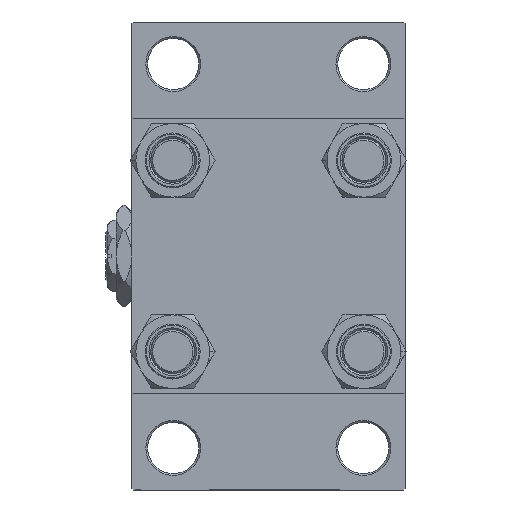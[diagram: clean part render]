
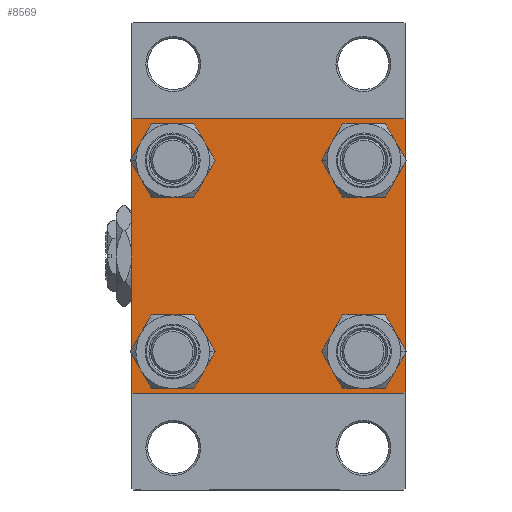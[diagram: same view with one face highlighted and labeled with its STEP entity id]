
A CAD part, left-side view. The second image highlights one B-rep face of the part: STEP entity #8569.
In plain terms, the highlighted planar face has unit normal (-1, 0, 0).
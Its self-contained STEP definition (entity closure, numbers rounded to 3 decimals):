
#1022 = LINE ( 'NONE', #12753, #35124 ) ;
#1711 = EDGE_CURVE ( 'NONE', #27206, #39408, #42365, .T. ) ;
#1730 = LINE ( 'NONE', #4733, #33005 ) ;
#1863 = CARTESIAN_POINT ( 'NONE',  ( 0., 37.5, 37.5 ) ) ;
#1919 = CARTESIAN_POINT ( 'NONE',  ( 0., 26.15, 32.65 ) ) ;
#1993 = VERTEX_POINT ( 'NONE', #30376 ) ;
#2586 = CIRCLE ( 'NONE', #16936, 6.5 ) ;
#3886 = DIRECTION ( 'NONE',  ( 1., 0., 0. ) ) ;
#4228 = ORIENTED_EDGE ( 'NONE', *, *, #43627, .T. ) ;
#4415 = DIRECTION ( 'NONE',  ( 0., 0., 1. ) ) ;
#4733 = CARTESIAN_POINT ( 'NONE',  ( 0., -37.5, 37.5 ) ) ;
#4954 = VERTEX_POINT ( 'NONE', #44830 ) ;
#5014 = DIRECTION ( 'NONE',  ( 0., 0.707, -0.707 ) ) ;
#5184 = VERTEX_POINT ( 'NONE', #47794 ) ;
#5290 = ORIENTED_EDGE ( 'NONE', *, *, #19670, .T. ) ;
#5593 = AXIS2_PLACEMENT_3D ( 'NONE', #23395, #3886, #16389 ) ;
#6295 = EDGE_CURVE ( 'NONE', #4954, #38614, #29710, .T. ) ;
#6420 = CARTESIAN_POINT ( 'NONE',  ( 0., 0., 0. ) ) ;
#6714 = DIRECTION ( 'NONE',  ( 1., 0., 0. ) ) ;
#6957 = CARTESIAN_POINT ( 'NONE',  ( 0., -26.15, 26.15 ) ) ;
#7203 = CARTESIAN_POINT ( 'NONE',  ( 0., 37.5, -37. ) ) ;
#7704 = AXIS2_PLACEMENT_3D ( 'NONE', #46475, #23919, #23668 ) ;
#7890 = LINE ( 'NONE', #46460, #9248 ) ;
#8219 = LINE ( 'NONE', #11478, #41572 ) ;
#8416 = VERTEX_POINT ( 'NONE', #12003 ) ;
#8500 = CIRCLE ( 'NONE', #7704, 6.5 ) ;
#8569 = ADVANCED_FACE ( 'NONE', ( #39071, #13921, #29214, #44490, #25441 ), #40722, .T. ) ;
#9248 = VECTOR ( 'NONE', #12394, 1000. ) ;
#9256 = DIRECTION ( 'NONE',  ( 0., -0.707, 0.707 ) ) ;
#9687 = CIRCLE ( 'NONE', #11290, 6.5 ) ;
#9977 = DIRECTION ( 'NONE',  ( 1., 0., 0. ) ) ;
#10440 = DIRECTION ( 'NONE',  ( 1., 0., 0. ) ) ;
#10456 = DIRECTION ( 'NONE',  ( 0., 0., 1. ) ) ;
#10718 = VERTEX_POINT ( 'NONE', #36516 ) ;
#11290 = AXIS2_PLACEMENT_3D ( 'NONE', #49488, #23172, #4415 ) ;
#11340 = ORIENTED_EDGE ( 'NONE', *, *, #12341, .T. ) ;
#11478 = CARTESIAN_POINT ( 'NONE',  ( 0., 37.5, 37.5 ) ) ;
#12003 = CARTESIAN_POINT ( 'NONE',  ( 0., 37., 37.5 ) ) ;
#12240 = DIRECTION ( 'NONE',  ( 0., 0., -1. ) ) ;
#12325 = VECTOR ( 'NONE', #24378, 1000. ) ;
#12341 = EDGE_CURVE ( 'NONE', #25168, #44032, #37621, .T. ) ;
#12394 = DIRECTION ( 'NONE',  ( 0., -1., 0. ) ) ;
#12753 = CARTESIAN_POINT ( 'NONE',  ( 0., 37.25, 37.25 ) ) ;
#13452 = CARTESIAN_POINT ( 'NONE',  ( 0., -37., -37.5 ) ) ;
#13897 = ORIENTED_EDGE ( 'NONE', *, *, #27664, .T. ) ;
#13904 = ORIENTED_EDGE ( 'NONE', *, *, #38634, .T. ) ;
#13921 = FACE_BOUND ( 'NONE', #23991, .T. ) ;
#14405 = DIRECTION ( 'NONE',  ( -1., 0., 0. ) ) ;
#14447 = CARTESIAN_POINT ( 'NONE',  ( 0., 26.15, 26.15 ) ) ;
#14939 = EDGE_CURVE ( 'NONE', #29939, #28029, #25270, .T. ) ;
#15861 = EDGE_LOOP ( 'NONE', ( #4228, #27785 ) ) ;
#16317 = EDGE_CURVE ( 'NONE', #21478, #47651, #39552, .T. ) ;
#16389 = DIRECTION ( 'NONE',  ( 0., 0., 1. ) ) ;
#16936 = AXIS2_PLACEMENT_3D ( 'NONE', #14447, #9977, #10456 ) ;
#17950 = CARTESIAN_POINT ( 'NONE',  ( 0., -26.15, -26.15 ) ) ;
#18216 = DIRECTION ( 'NONE',  ( 0., 0., 1. ) ) ;
#18301 = CARTESIAN_POINT ( 'NONE',  ( 0., -26.15, -32.65 ) ) ;
#18329 = EDGE_LOOP ( 'NONE', ( #31630, #36889 ) ) ;
#18643 = DIRECTION ( 'NONE',  ( 1., 0., 0. ) ) ;
#18754 = AXIS2_PLACEMENT_3D ( 'NONE', #37207, #18643, #22878 ) ;
#18837 = ORIENTED_EDGE ( 'NONE', *, *, #38406, .T. ) ;
#19670 = EDGE_CURVE ( 'NONE', #5184, #29939, #7890, .T. ) ;
#20730 = ORIENTED_EDGE ( 'NONE', *, *, #22409, .T. ) ;
#21155 = VERTEX_POINT ( 'NONE', #18301 ) ;
#21475 = EDGE_CURVE ( 'NONE', #38614, #4954, #8500, .T. ) ;
#21478 = VERTEX_POINT ( 'NONE', #43214 ) ;
#21662 = CARTESIAN_POINT ( 'NONE',  ( 0., -37., 37.5 ) ) ;
#22409 = EDGE_CURVE ( 'NONE', #27647, #5184, #43507, .T. ) ;
#22419 = DIRECTION ( 'NONE',  ( 0., 0., 1. ) ) ;
#22878 = DIRECTION ( 'NONE',  ( 0., 0., 1. ) ) ;
#22884 = ORIENTED_EDGE ( 'NONE', *, *, #14939, .T. ) ;
#23172 = DIRECTION ( 'NONE',  ( 1., 0., 0. ) ) ;
#23395 = CARTESIAN_POINT ( 'NONE',  ( 0., -26.15, 26.15 ) ) ;
#23455 = CARTESIAN_POINT ( 'NONE',  ( 0., 26.15, -26.15 ) ) ;
#23469 = CARTESIAN_POINT ( 'NONE',  ( 0., -37.5, -37. ) ) ;
#23668 = DIRECTION ( 'NONE',  ( 0., 0., 1. ) ) ;
#23919 = DIRECTION ( 'NONE',  ( 1., 0., 0. ) ) ;
#23991 = EDGE_LOOP ( 'NONE', ( #18837, #13904 ) ) ;
#24378 = DIRECTION ( 'NONE',  ( 0., 0., -1. ) ) ;
#24742 = ORIENTED_EDGE ( 'NONE', *, *, #44706, .F. ) ;
#25168 = VERTEX_POINT ( 'NONE', #28130 ) ;
#25270 = LINE ( 'NONE', #28793, #45120 ) ;
#25441 = FACE_OUTER_BOUND ( 'NONE', #49343, .T. ) ;
#26211 = DIRECTION ( 'NONE',  ( 0., 0., 1. ) ) ;
#27206 = VERTEX_POINT ( 'NONE', #48344 ) ;
#27304 = AXIS2_PLACEMENT_3D ( 'NONE', #6420, #14405, #22419 ) ;
#27647 = VERTEX_POINT ( 'NONE', #7203 ) ;
#27664 = EDGE_CURVE ( 'NONE', #39408, #27206, #42121, .T. ) ;
#27723 = DIRECTION ( 'NONE',  ( 1., 0., 0. ) ) ;
#27785 = ORIENTED_EDGE ( 'NONE', *, *, #16317, .T. ) ;
#28029 = VERTEX_POINT ( 'NONE', #23469 ) ;
#28130 = CARTESIAN_POINT ( 'NONE',  ( 0., -37.5, 37. ) ) ;
#28793 = CARTESIAN_POINT ( 'NONE',  ( 0., -37.25, -37.25 ) ) ;
#29214 = FACE_BOUND ( 'NONE', #18329, .T. ) ;
#29710 = CIRCLE ( 'NONE', #40117, 6.5 ) ;
#29939 = VERTEX_POINT ( 'NONE', #13452 ) ;
#30376 = CARTESIAN_POINT ( 'NONE',  ( 0., -26.15, -19.65 ) ) ;
#30497 = AXIS2_PLACEMENT_3D ( 'NONE', #17950, #10440, #26211 ) ;
#31146 = ORIENTED_EDGE ( 'NONE', *, *, #48081, .T. ) ;
#31630 = ORIENTED_EDGE ( 'NONE', *, *, #6295, .T. ) ;
#31752 = CARTESIAN_POINT ( 'NONE',  ( 0., 37.25, -37.25 ) ) ;
#32084 = CIRCLE ( 'NONE', #30497, 6.5 ) ;
#33005 = VECTOR ( 'NONE', #12240, 1000. ) ;
#33435 = EDGE_CURVE ( 'NONE', #8416, #10718, #1022, .T. ) ;
#34117 = DIRECTION ( 'NONE',  ( 0., 0.707, 0.707 ) ) ;
#34530 = CARTESIAN_POINT ( 'NONE',  ( 0., -26.15, 19.65 ) ) ;
#35124 = VECTOR ( 'NONE', #5014, 1000. ) ;
#36188 = ORIENTED_EDGE ( 'NONE', *, *, #1711, .T. ) ;
#36516 = CARTESIAN_POINT ( 'NONE',  ( 0., 37.5, 37. ) ) ;
#36670 = LINE ( 'NONE', #1863, #12325 ) ;
#36889 = ORIENTED_EDGE ( 'NONE', *, *, #21475, .T. ) ;
#36964 = EDGE_LOOP ( 'NONE', ( #36188, #13897 ) ) ;
#37140 = CARTESIAN_POINT ( 'NONE',  ( 0., -37.25, 37.25 ) ) ;
#37207 = CARTESIAN_POINT ( 'NONE',  ( 0., 26.15, 26.15 ) ) ;
#37621 = LINE ( 'NONE', #37140, #48194 ) ;
#38134 = AXIS2_PLACEMENT_3D ( 'NONE', #6957, #6714, #18216 ) ;
#38254 = EDGE_CURVE ( 'NONE', #8416, #44032, #8219, .T. ) ;
#38406 = EDGE_CURVE ( 'NONE', #1993, #21155, #32084, .T. ) ;
#38614 = VERTEX_POINT ( 'NONE', #42224 ) ;
#38634 = EDGE_CURVE ( 'NONE', #21155, #1993, #9687, .T. ) ;
#39071 = FACE_BOUND ( 'NONE', #36964, .T. ) ;
#39408 = VERTEX_POINT ( 'NONE', #34530 ) ;
#39552 = CIRCLE ( 'NONE', #18754, 6.5 ) ;
#39746 = DIRECTION ( 'NONE',  ( 0., -0.707, -0.707 ) ) ;
#40117 = AXIS2_PLACEMENT_3D ( 'NONE', #23455, #27723, #46759 ) ;
#40722 = PLANE ( 'NONE',  #27304 ) ;
#41572 = VECTOR ( 'NONE', #42032, 1000. ) ;
#41937 = ORIENTED_EDGE ( 'NONE', *, *, #33435, .T. ) ;
#42032 = DIRECTION ( 'NONE',  ( 0., -1., 0. ) ) ;
#42121 = CIRCLE ( 'NONE', #38134, 6.5 ) ;
#42190 = ORIENTED_EDGE ( 'NONE', *, *, #38254, .F. ) ;
#42224 = CARTESIAN_POINT ( 'NONE',  ( 0., 26.15, -32.65 ) ) ;
#42365 = CIRCLE ( 'NONE', #5593, 6.5 ) ;
#43214 = CARTESIAN_POINT ( 'NONE',  ( 0., 26.15, 19.65 ) ) ;
#43507 = LINE ( 'NONE', #31752, #47728 ) ;
#43627 = EDGE_CURVE ( 'NONE', #47651, #21478, #2586, .T. ) ;
#44032 = VERTEX_POINT ( 'NONE', #21662 ) ;
#44490 = FACE_BOUND ( 'NONE', #15861, .T. ) ;
#44706 = EDGE_CURVE ( 'NONE', #25168, #28029, #1730, .T. ) ;
#44830 = CARTESIAN_POINT ( 'NONE',  ( 0., 26.15, -19.65 ) ) ;
#45120 = VECTOR ( 'NONE', #9256, 1000. ) ;
#46460 = CARTESIAN_POINT ( 'NONE',  ( 0., 37.5, -37.5 ) ) ;
#46475 = CARTESIAN_POINT ( 'NONE',  ( 0., 26.15, -26.15 ) ) ;
#46759 = DIRECTION ( 'NONE',  ( 0., 0., 1. ) ) ;
#47651 = VERTEX_POINT ( 'NONE', #1919 ) ;
#47728 = VECTOR ( 'NONE', #39746, 1000. ) ;
#47794 = CARTESIAN_POINT ( 'NONE',  ( 0., 37., -37.5 ) ) ;
#48081 = EDGE_CURVE ( 'NONE', #10718, #27647, #36670, .T. ) ;
#48194 = VECTOR ( 'NONE', #34117, 1000. ) ;
#48344 = CARTESIAN_POINT ( 'NONE',  ( 0., -26.15, 32.65 ) ) ;
#49343 = EDGE_LOOP ( 'NONE', ( #31146, #20730, #5290, #22884, #24742, #11340, #42190, #41937 ) ) ;
#49488 = CARTESIAN_POINT ( 'NONE',  ( 0., -26.15, -26.15 ) ) ;
